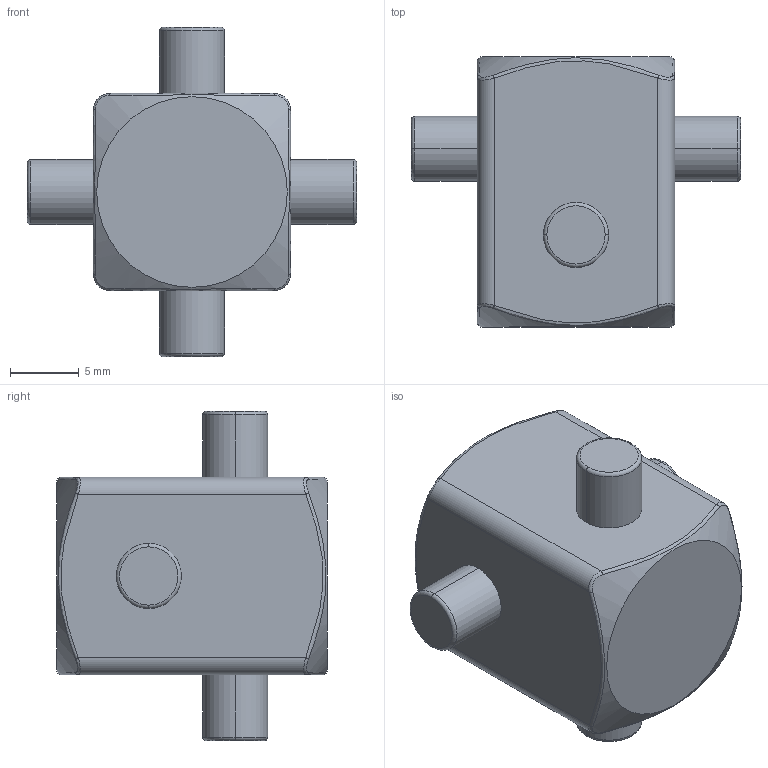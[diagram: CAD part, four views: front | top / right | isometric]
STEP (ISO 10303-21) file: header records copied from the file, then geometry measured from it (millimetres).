
FILE_DESCRIPTION (( 'STEP AP203' ), '1' );
FILE_NAME ('connector_Default_sldprt.STEP', '2023-10-25T16:45:04', ( '' ), ( '' ), 'SwSTEP 2.0', 'SolidWorks 2023', '' );
FILE_SCHEMA (( 'CONFIG_CONTROL_DESIGN' ));
Length unit declared in the file: millimetre
Products named in the file (1): connector_Default_sldprt
Bounding box: 24 x 19.7 x 24 mm (x, y, z)
Volume: 4341 mm3; surface area: 1719 mm2
Topology: 1 solids, 1 shells, 50 faces, 108 edges, 64 vertices
Faces by surface type: bspline 16, cylinder 12, plane 10, torus 8, cone 4
Entity records: 2265 total; most frequent: CARTESIAN_POINT 1195, ORIENTED_EDGE 216, DIRECTION 194, EDGE_CURVE 108, AXIS2_PLACEMENT_3D 87, VERTEX_POINT 64, EDGE_LOOP 54, CIRCLE 52
